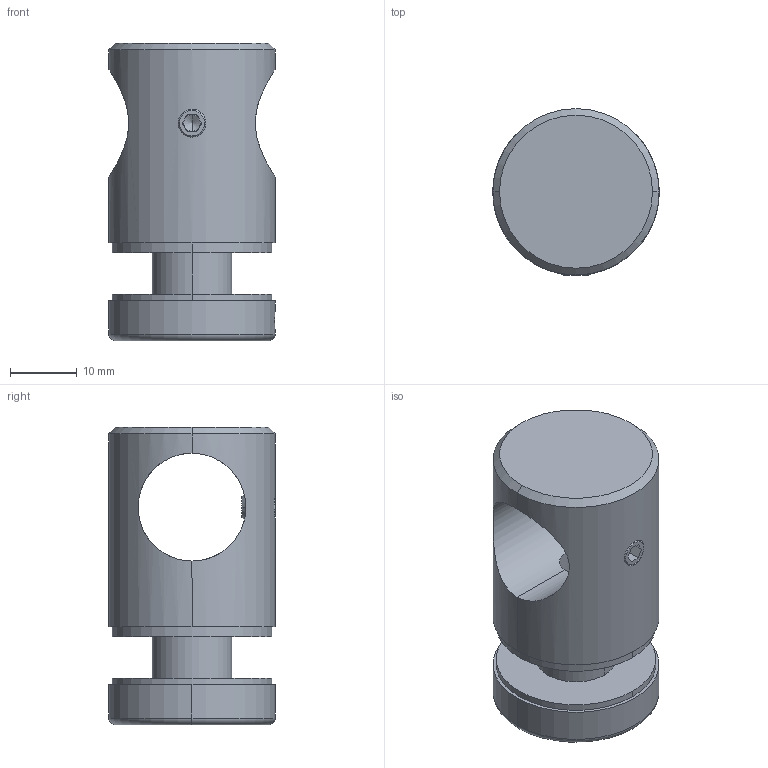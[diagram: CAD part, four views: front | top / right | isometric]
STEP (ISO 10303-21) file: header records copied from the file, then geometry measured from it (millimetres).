
FILE_DESCRIPTION (( 'STEP AP203' ), '1' );
FILE_NAME ('60184-240.step', '2020-10-14T11:57:08', ( '' ), ( '' ), 'SwSTEP 2.0', 'SolidWorks 2018', '' );
FILE_SCHEMA (( 'CONFIG_CONTROL_DESIGN' ));
Length unit declared in the file: millimetre
Products named in the file (12): DIN913_DIN 913 M5x5; 60184-240; 60184-240 Teil3_60184-240 Teil3; 60184-240 Teil1_60184-240 Teil1; 60184-240 Teil4_60184-240 Teil4; 60184-240 Teil4; 60184-240 Teil2_60184-240 Teil2; DIN913; 60184-240 Teil2; 60184-240 Teil1; 60184-240 Teil3
Assembly tree (6 placements, depth 2):
  60184-240
    60184-240 Teil1_60184-240 Teil1
    60184-240 Teil2_60184-240 Teil2
    60184-240 Teil3_60184-240 Teil3
    60184-240 Teil4_60184-240 Teil4
    DIN913_DIN 913 M5x5
  60184-240
    DIN913
  60184-240 Teil4
  60184-240 Teil2
  60184-240 Teil1
Bounding box: 25 x 25 x 44.7 mm (x, y, z)
Volume: 14553.3 mm3; surface area: 8574.3 mm2
Topology: 5 solids, 5 shells, 296 faces, 748 edges, 489 vertices
Faces by surface type: plane 152, bspline 98, cylinder 28, cone 14, torus 4
Entity records: 17184 total; most frequent: CARTESIAN_POINT 9577, ORIENTED_EDGE 1490, DIRECTION 1029, EDGE_CURVE 745, VERTEX_POINT 487, LINE 465, VECTOR 465, EDGE_LOOP 334
